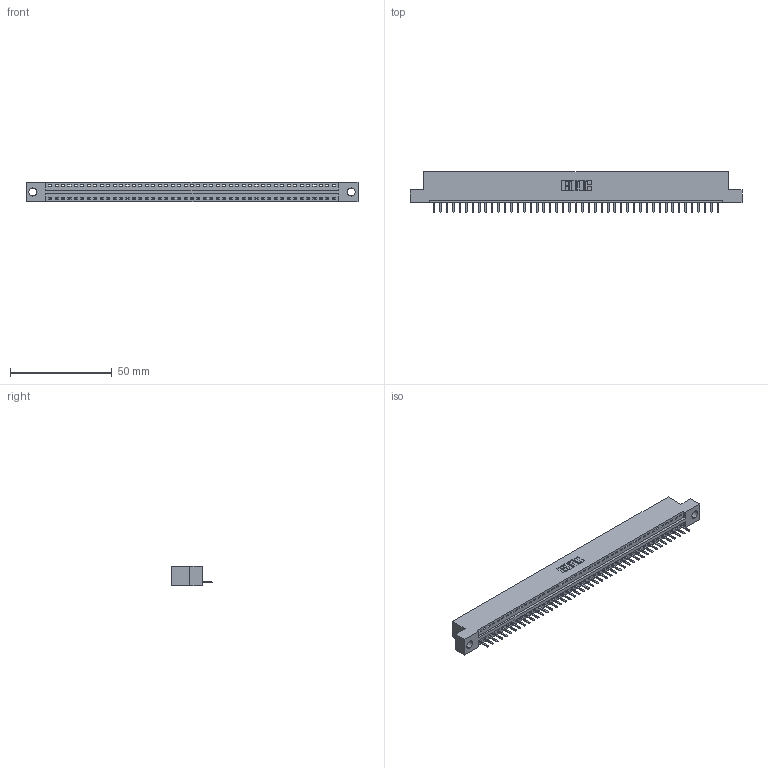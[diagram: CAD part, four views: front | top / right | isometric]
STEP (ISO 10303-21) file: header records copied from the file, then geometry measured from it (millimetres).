
FILE_DESCRIPTION (( 'STEP AP203' ), '1' );
FILE_NAME ('346-045-520-104.STEP', '2022-05-09T18:02:38', ( '' ), ( '' ), 'SwSTEP 2.0', 'SolidWorks 2020', '' );
FILE_SCHEMA (( 'CONFIG_CONTROL_DESIGN' ));
Length unit declared in the file: inch
Products named in the file (3): 346 Part_Flush Mounting Lugs - 0.156 Dia-TH; 346-045-520-104; 345-292-001_345-293-120
Assembly tree (46 placements, depth 2):
  346-045-520-104
    346 Part_Flush Mounting Lugs - 0.156 Dia-TH
    345-292-001_345-293-120  x45
Bounding box: 163.45 x 20.02 x 9.4 mm (x, y, z)
Volume: 15431 mm3; surface area: 18724.2 mm2
Topology: 46 solids, 46 shells, 2926 faces, 8645 edges, 5642 vertices
Faces by surface type: plane 1980, cylinder 946
Entity records: 28057 total; most frequent: CARTESIAN_POINT 4829, ORIENTED_EDGE 4794, DIRECTION 4243, EDGE_CURVE 2397, VECTOR 2081, LINE 2081, VERTEX_POINT 1594, AXIS2_PLACEMENT_3D 1081
